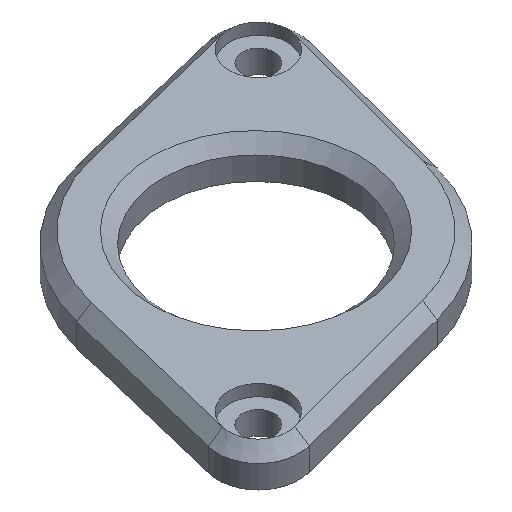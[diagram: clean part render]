
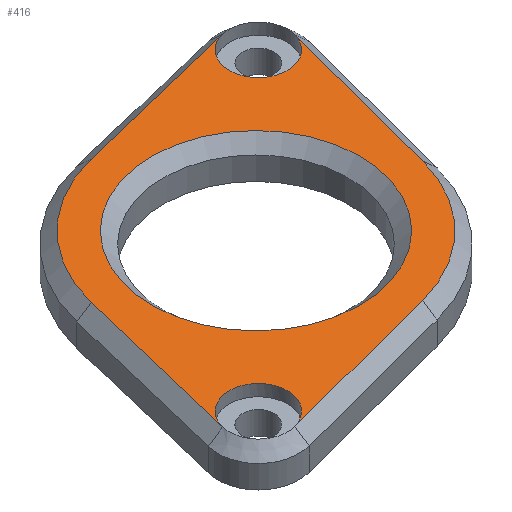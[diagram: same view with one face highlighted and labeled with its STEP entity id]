
A CAD part, front view. The second image highlights one B-rep face of the part: STEP entity #416.
In plain terms, the highlighted planar face has unit normal (0, -0.643, 0.766).
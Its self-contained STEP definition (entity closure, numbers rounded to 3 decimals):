
#24=LINE('',#676,#58);
#25=LINE('',#679,#59);
#26=LINE('',#681,#60);
#27=LINE('',#684,#61);
#58=VECTOR('',#545,10.);
#59=VECTOR('',#548,10.);
#60=VECTOR('',#549,10.);
#61=VECTOR('',#552,10.);
#99=FACE_BOUND('',#138,.T.);
#109=FACE_OUTER_BOUND('',#137,.T.);
#137=EDGE_LOOP('',(#304,#305,#306,#307,#308,#309,#310,#311,#312,#313));
#138=EDGE_LOOP('',(#314));
#163=CIRCLE('',#454,2.5);
#165=CIRCLE('',#456,2.5);
#169=CIRCLE('',#463,2.5);
#171=CIRCLE('',#465,2.5);
#173=CIRCLE('',#469,11.5);
#174=CIRCLE('',#470,11.5);
#175=CIRCLE('',#471,9.);
#188=VERTEX_POINT('',#646);
#189=VERTEX_POINT('',#647);
#190=VERTEX_POINT('',#649);
#194=VERTEX_POINT('',#663);
#195=VERTEX_POINT('',#664);
#196=VERTEX_POINT('',#666);
#198=VERTEX_POINT('',#675);
#199=VERTEX_POINT('',#677);
#200=VERTEX_POINT('',#680);
#201=VERTEX_POINT('',#682);
#202=VERTEX_POINT('',#685);
#223=EDGE_CURVE('',#188,#189,#163,.T.);
#225=EDGE_CURVE('',#189,#190,#165,.T.);
#231=EDGE_CURVE('',#194,#195,#169,.T.);
#233=EDGE_CURVE('',#195,#196,#171,.T.);
#237=EDGE_CURVE('',#198,#190,#24,.T.);
#238=EDGE_CURVE('',#199,#198,#173,.T.);
#239=EDGE_CURVE('',#194,#199,#25,.T.);
#240=EDGE_CURVE('',#200,#196,#26,.T.);
#241=EDGE_CURVE('',#201,#200,#174,.T.);
#242=EDGE_CURVE('',#188,#201,#27,.T.);
#243=EDGE_CURVE('',#202,#202,#175,.T.);
#304=ORIENTED_EDGE('',*,*,#223,.T.);
#305=ORIENTED_EDGE('',*,*,#225,.T.);
#306=ORIENTED_EDGE('',*,*,#237,.F.);
#307=ORIENTED_EDGE('',*,*,#238,.F.);
#308=ORIENTED_EDGE('',*,*,#239,.F.);
#309=ORIENTED_EDGE('',*,*,#231,.T.);
#310=ORIENTED_EDGE('',*,*,#233,.T.);
#311=ORIENTED_EDGE('',*,*,#240,.F.);
#312=ORIENTED_EDGE('',*,*,#241,.F.);
#313=ORIENTED_EDGE('',*,*,#242,.F.);
#314=ORIENTED_EDGE('',*,*,#243,.F.);
#400=PLANE('',#468);
#416=ADVANCED_FACE('',(#109,#99),#400,.T.);
#454=AXIS2_PLACEMENT_3D('',#648,#511,#512);
#456=AXIS2_PLACEMENT_3D('',#651,#515,#516);
#463=AXIS2_PLACEMENT_3D('',#665,#531,#532);
#465=AXIS2_PLACEMENT_3D('',#668,#535,#536);
#468=AXIS2_PLACEMENT_3D('',#674,#543,#544);
#469=AXIS2_PLACEMENT_3D('',#678,#546,#547);
#470=AXIS2_PLACEMENT_3D('',#683,#550,#551);
#471=AXIS2_PLACEMENT_3D('',#686,#553,#554);
#511=DIRECTION('center_axis',(0.,0.643,-0.766));
#512=DIRECTION('ref_axis',(1.,0.,0.));
#515=DIRECTION('center_axis',(0.,0.643,-0.766));
#516=DIRECTION('ref_axis',(1.,0.,0.));
#531=DIRECTION('center_axis',(0.,0.643,-0.766));
#532=DIRECTION('ref_axis',(1.,0.,0.));
#535=DIRECTION('center_axis',(0.,0.643,-0.766));
#536=DIRECTION('ref_axis',(1.,0.,0.));
#543=DIRECTION('center_axis',(0.,-0.643,
0.766));
#544=DIRECTION('ref_axis',(1.,0.,0.));
#545=DIRECTION('',(0.56,0.634,0.532));
#546=DIRECTION('center_axis',(0.,0.643,-0.766));
#547=DIRECTION('ref_axis',(-1.,0.,0.));
#548=DIRECTION('',(-0.561,0.634,0.532));
#549=DIRECTION('',(-0.547,-0.641,-0.538));
#550=DIRECTION('center_axis',(0.,0.643,-0.766));
#551=DIRECTION('ref_axis',(1.,0.,0.));
#552=DIRECTION('',(0.546,-0.642,-0.538));
#553=DIRECTION('center_axis',(0.,-0.643,
0.766));
#554=DIRECTION('ref_axis',(1.,0.,0.));
#646=CARTESIAN_POINT('',(2.094,126.48,157.092));
#647=CARTESIAN_POINT('',(-2.5,125.434,156.214));
#648=CARTESIAN_POINT('Origin',(0.,125.434,156.214));
#649=CARTESIAN_POINT('',(-2.071,126.507,157.114));
#651=CARTESIAN_POINT('Origin',(0.,125.434,156.214));
#663=CARTESIAN_POINT('',(-2.069,99.462,134.421));
#664=CARTESIAN_POINT('',(-2.5,100.537,135.323));
#665=CARTESIAN_POINT('Origin',(0.,100.537,135.323));
#666=CARTESIAN_POINT('',(2.093,99.489,134.444));
#668=CARTESIAN_POINT('Origin',(0.,100.537,135.323));
#674=CARTESIAN_POINT('Origin',(-0.138,112.985,145.769));
#675=CARTESIAN_POINT('',(-9.662,117.913,149.903));
#676=CARTESIAN_POINT('',(-5.863,122.213,153.512));
#677=CARTESIAN_POINT('',(-9.655,108.031,141.611));
#678=CARTESIAN_POINT('Origin',(-0.138,112.976,145.76));
#679=CARTESIAN_POINT('',(-9.658,108.034,141.614));
#680=CARTESIAN_POINT('',(9.488,108.155,141.715));
#681=CARTESIAN_POINT('',(5.793,103.826,138.083));
#682=CARTESIAN_POINT('',(9.495,117.788,149.799));
#683=CARTESIAN_POINT('Origin',(-0.138,112.976,145.76));
#684=CARTESIAN_POINT('',(9.492,117.792,149.802));
#685=CARTESIAN_POINT('',(-9.138,112.976,145.76));
#686=CARTESIAN_POINT('Origin',(-0.138,112.976,145.76));
